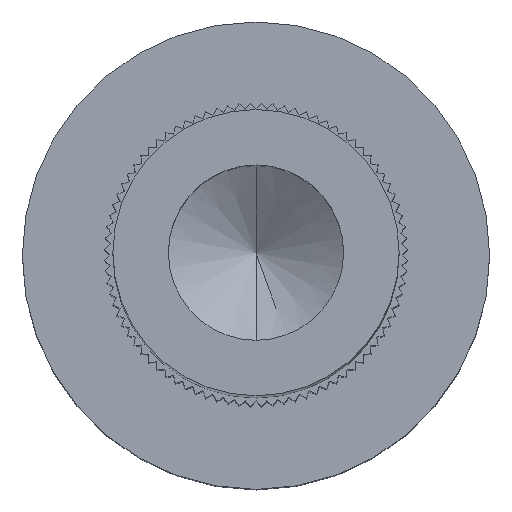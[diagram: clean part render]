
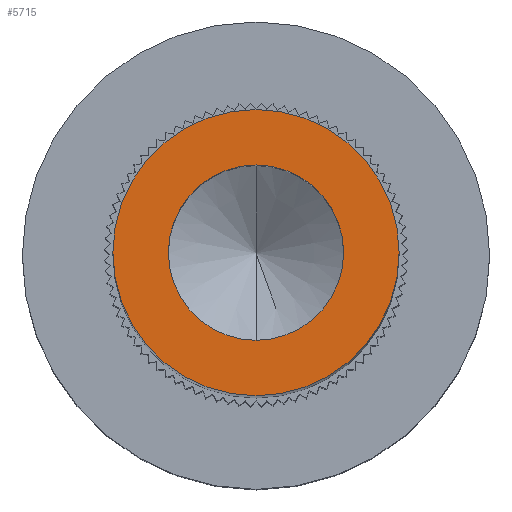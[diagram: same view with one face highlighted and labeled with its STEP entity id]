
A CAD part, top view. The second image highlights one B-rep face of the part: STEP entity #5715.
In plain terms, the highlighted planar face has unit normal (0, 0, 1).
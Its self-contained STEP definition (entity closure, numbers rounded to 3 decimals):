
#5688 = VERTEX_POINT('',#5689);
#5689 = CARTESIAN_POINT('',(0.,1.225,18.));
#5694 = EDGE_CURVE('',#5688,#5695,#5697,.T.);
#5695 = VERTEX_POINT('',#5696);
#5696 = CARTESIAN_POINT('',(0.,-1.225,18.));
#5697 = CIRCLE('',#5698,1.225);
#5698 = AXIS2_PLACEMENT_3D('',#5699,#5700,#5701);
#5699 = CARTESIAN_POINT('',(0.,0.,18.));
#5700 = DIRECTION('',(0.,0.,-1.));
#5701 = DIRECTION('',(0.,1.,0.));
#5703 = EDGE_CURVE('',#5695,#5688,#5704,.T.);
#5704 = CIRCLE('',#5705,1.225);
#5705 = AXIS2_PLACEMENT_3D('',#5706,#5707,#5708);
#5706 = CARTESIAN_POINT('',(0.,0.,18.));
#5707 = DIRECTION('',(0.,0.,-1.));
#5708 = DIRECTION('',(0.,1.,0.));
#5715 = ADVANCED_FACE('',(#5716,#5720),#5740,.T.);
#5716 = FACE_BOUND('',#5717,.T.);
#5717 = EDGE_LOOP('',(#5718,#5719));
#5718 = ORIENTED_EDGE('',*,*,#5694,.F.);
#5719 = ORIENTED_EDGE('',*,*,#5703,.F.);
#5720 = FACE_BOUND('',#5721,.T.);
#5721 = EDGE_LOOP('',(#5722,#5733));
#5722 = ORIENTED_EDGE('',*,*,#5723,.T.);
#5723 = EDGE_CURVE('',#5724,#5726,#5728,.T.);
#5724 = VERTEX_POINT('',#5725);
#5725 = CARTESIAN_POINT('',(0.,0.75,18.));
#5726 = VERTEX_POINT('',#5727);
#5727 = CARTESIAN_POINT('',(0.,-0.75,18.));
#5728 = CIRCLE('',#5729,0.75);
#5729 = AXIS2_PLACEMENT_3D('',#5730,#5731,#5732);
#5730 = CARTESIAN_POINT('',(0.,0.,18.));
#5731 = DIRECTION('',(0.,0.,-1.));
#5732 = DIRECTION('',(0.,1.,0.));
#5733 = ORIENTED_EDGE('',*,*,#5734,.T.);
#5734 = EDGE_CURVE('',#5726,#5724,#5735,.T.);
#5735 = CIRCLE('',#5736,0.75);
#5736 = AXIS2_PLACEMENT_3D('',#5737,#5738,#5739);
#5737 = CARTESIAN_POINT('',(0.,0.,18.));
#5738 = DIRECTION('',(0.,0.,-1.));
#5739 = DIRECTION('',(0.,1.,0.));
#5740 = PLANE('',#5741);
#5741 = AXIS2_PLACEMENT_3D('',#5742,#5743,#5744);
#5742 = CARTESIAN_POINT('',(-1.225,0.,18.));
#5743 = DIRECTION('',(0.,0.,1.));
#5744 = DIRECTION('',(0.,-1.,0.));
